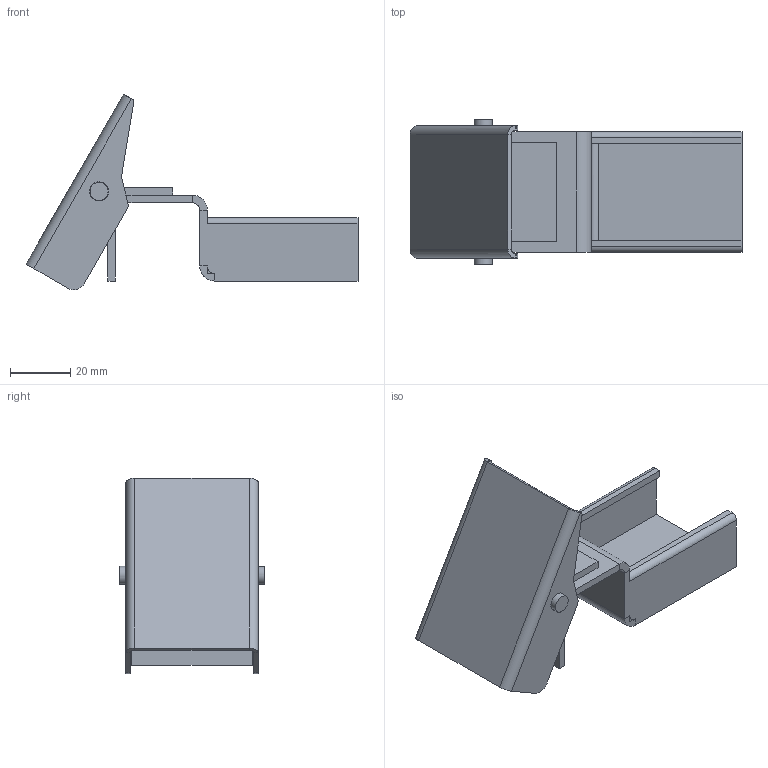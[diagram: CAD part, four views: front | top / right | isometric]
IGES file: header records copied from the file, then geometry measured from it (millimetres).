
Global section: file name: 350016; native system: Autodesk Inventor 2021; preprocessor: unknown; author: PC; date: 20201211.122921; units: millimetre
Bounding box: 110.18 x 48 x 64.86 mm (x, y, z)
Volume: 29282.5 mm3; surface area: 28681.9 mm2
Topology: 4 solids, 4 shells, 86 faces, 200 edges, 122 vertices
Faces by surface type: bspline 86
